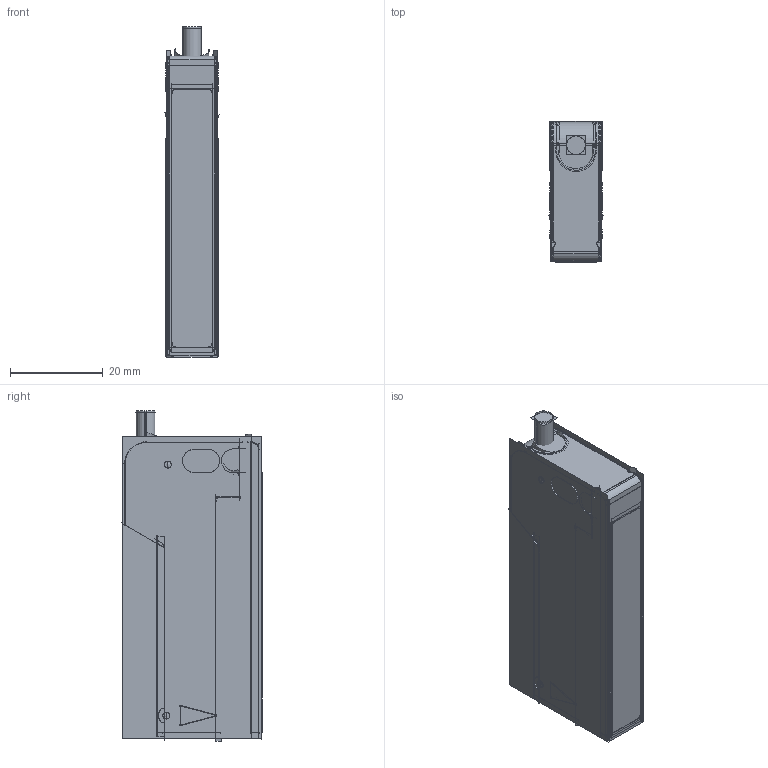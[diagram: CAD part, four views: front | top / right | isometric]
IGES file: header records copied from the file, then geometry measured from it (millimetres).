
Start section:  PTC IGES file: 209764.igs
Global section: file name: 209764.igs; native system: Creo Parametric by PTC Inc.; preprocessor: 2018300; author: pdmadmin; organization: Unknown; date: 20190509.100815; units: millimetre
Bounding box: 11.66 x 30.42 x 71.32 mm (x, y, z)
Volume: 14023 mm3; surface area: 42814 mm2
Topology: 4 solids, 4 shells, 542 faces, 2766 edges, 3477 vertices
Faces by surface type: revolution 300, bspline 242
